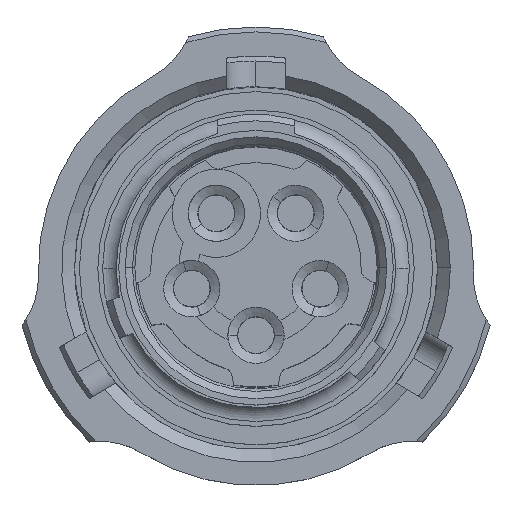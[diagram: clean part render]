
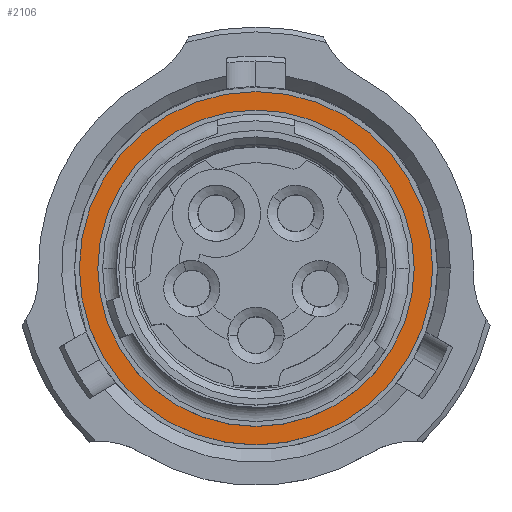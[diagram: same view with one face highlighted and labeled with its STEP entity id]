
A CAD part, top view. The second image highlights one B-rep face of the part: STEP entity #2106.
In plain terms, the highlighted planar face has unit normal (0, 0, 1).
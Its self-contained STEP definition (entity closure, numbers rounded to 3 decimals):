
#1413 = EDGE_CURVE ( 'NONE', #1441, #1474, #7086, .T. ) ;
#1441 = VERTEX_POINT ( 'NONE', #7234 ) ;
#1474 = VERTEX_POINT ( 'NONE', #7346 ) ;
#1795 = VERTEX_POINT ( 'NONE', #8449 ) ;
#1796 = EDGE_CURVE ( 'NONE', #1795, #1813, #8462, .T. ) ;
#1813 = VERTEX_POINT ( 'NONE', #8549 ) ;
#2105 = ORIENTED_EDGE ( 'NONE', *, *, #2117, .F. ) ;
#2106 = ADVANCED_FACE ( 'NONE', ( #9573, #9567 ), #9538, .F. ) ;
#2107 = ORIENTED_EDGE ( 'NONE', *, *, #2127, .T. ) ;
#2108 = ORIENTED_EDGE ( 'NONE', *, *, #1413, .F. ) ;
#2111 = EDGE_LOOP ( 'NONE', ( #2113, #2107 ) ) ;
#2113 = ORIENTED_EDGE ( 'NONE', *, *, #1796, .T. ) ;
#2117 = EDGE_CURVE ( 'NONE', #1474, #1441, #9620, .T. ) ;
#2120 = EDGE_LOOP ( 'NONE', ( #2108, #2105 ) ) ;
#2127 = EDGE_CURVE ( 'NONE', #1813, #1795, #9623, .T. ) ;
#7079 = DIRECTION ( 'NONE',  ( 1., 0., 0. ) ) ;
#7080 = DIRECTION ( 'NONE',  ( 0., 0., 1. ) ) ;
#7081 = CARTESIAN_POINT ( 'NONE',  ( 0., 0., -9.15 ) ) ;
#7082 = AXIS2_PLACEMENT_3D ( 'NONE', #7081, #7080, #7079 ) ;
#7086 = CIRCLE ( 'NONE', #7082, 4.925 ) ;
#7234 = CARTESIAN_POINT ( 'NONE',  ( 4.925, 0., -9.15 ) ) ;
#7346 = CARTESIAN_POINT ( 'NONE',  ( -4.925, 0., -9.15 ) ) ;
#8449 = CARTESIAN_POINT ( 'NONE',  ( 5.5, 0., -9.15 ) ) ;
#8462 = CIRCLE ( 'NONE', #8476, 5.5 ) ;
#8474 = DIRECTION ( 'NONE',  ( 1., 0., 0. ) ) ;
#8475 = DIRECTION ( 'NONE',  ( 0., 0., 1. ) ) ;
#8476 = AXIS2_PLACEMENT_3D ( 'NONE', #8486, #8475, #8474 ) ;
#8486 = CARTESIAN_POINT ( 'NONE',  ( 0., 0., -9.15 ) ) ;
#8549 = CARTESIAN_POINT ( 'NONE',  ( -5.5, 0., -9.15 ) ) ;
#9538 = PLANE ( 'NONE',  #9571 ) ;
#9567 = FACE_OUTER_BOUND ( 'NONE', #2111, .T. ) ;
#9571 = AXIS2_PLACEMENT_3D ( 'NONE', #9594, #9593, #9592 ) ;
#9573 = FACE_BOUND ( 'NONE', #2120, .T. ) ;
#9576 = CARTESIAN_POINT ( 'NONE',  ( 0., 0., -9.15 ) ) ;
#9592 = DIRECTION ( 'NONE',  ( -1., 0., 0. ) ) ;
#9593 = DIRECTION ( 'NONE',  ( 0., 0., -1. ) ) ;
#9594 = CARTESIAN_POINT ( 'NONE',  ( 0., 4.925, -9.15 ) ) ;
#9617 = DIRECTION ( 'NONE',  ( 1., 0., 0. ) ) ;
#9618 = DIRECTION ( 'NONE',  ( 0., 0., 1. ) ) ;
#9619 = AXIS2_PLACEMENT_3D ( 'NONE', #9576, #9618, #9617 ) ;
#9620 = CIRCLE ( 'NONE', #9619, 4.925 ) ;
#9623 = CIRCLE ( 'NONE', #9648, 5.5 ) ;
#9645 = DIRECTION ( 'NONE',  ( 1., 0., 0. ) ) ;
#9646 = DIRECTION ( 'NONE',  ( 0., 0., 1. ) ) ;
#9647 = CARTESIAN_POINT ( 'NONE',  ( 0., 0., -9.15 ) ) ;
#9648 = AXIS2_PLACEMENT_3D ( 'NONE', #9647, #9646, #9645 ) ;
